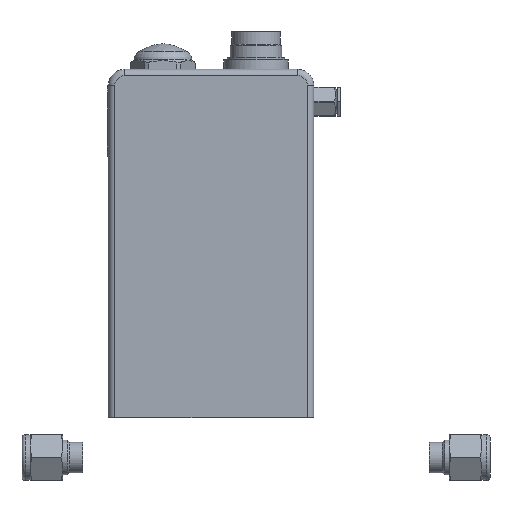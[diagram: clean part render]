
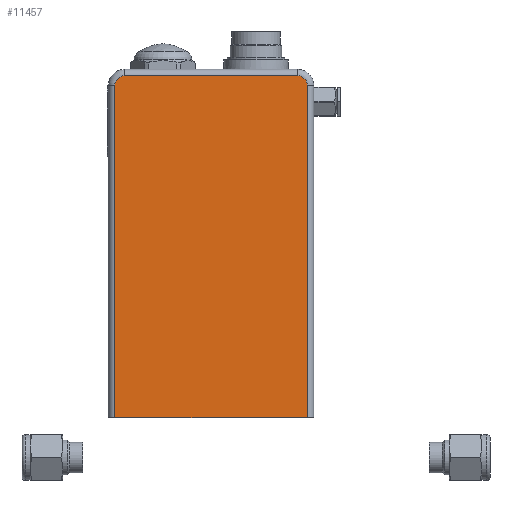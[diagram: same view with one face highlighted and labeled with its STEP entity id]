
A CAD part, top view. The second image highlights one B-rep face of the part: STEP entity #11457.
In plain terms, the highlighted planar face has unit normal (0, 0, 1).
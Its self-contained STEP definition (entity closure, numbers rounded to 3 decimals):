
#1351=LINE('',#20093,#2204);
#1352=LINE('',#20097,#2205);
#1353=LINE('',#20101,#2206);
#1354=LINE('',#20102,#2207);
#2204=VECTOR('',#15484,10.);
#2205=VECTOR('',#15487,10.);
#2206=VECTOR('',#15490,10.);
#2207=VECTOR('',#15491,10.);
#2593=PLANE('',#12561);
#3210=FACE_OUTER_BOUND('',#3975,.T.);
#3975=EDGE_LOOP('',(#10209,#10210,#10211,#10212,#10213,#10214));
#4635=CIRCLE('',#12562,3.);
#4636=CIRCLE('',#12563,3.);
#5675=VERTEX_POINT('',#20091);
#5676=VERTEX_POINT('',#20092);
#5677=VERTEX_POINT('',#20094);
#5678=VERTEX_POINT('',#20096);
#5679=VERTEX_POINT('',#20098);
#5680=VERTEX_POINT('',#20100);
#7219=EDGE_CURVE('',#5675,#5676,#1351,.T.);
#7220=EDGE_CURVE('',#5677,#5675,#4635,.T.);
#7221=EDGE_CURVE('',#5678,#5677,#1352,.T.);
#7222=EDGE_CURVE('',#5679,#5678,#4636,.T.);
#7223=EDGE_CURVE('',#5680,#5679,#1353,.T.);
#7224=EDGE_CURVE('',#5676,#5680,#1354,.T.);
#10209=ORIENTED_EDGE('',*,*,#7219,.F.);
#10210=ORIENTED_EDGE('',*,*,#7220,.F.);
#10211=ORIENTED_EDGE('',*,*,#7221,.F.);
#10212=ORIENTED_EDGE('',*,*,#7222,.F.);
#10213=ORIENTED_EDGE('',*,*,#7223,.F.);
#10214=ORIENTED_EDGE('',*,*,#7224,.F.);
#11457=ADVANCED_FACE('',(#3210),#2593,.F.);
#12561=AXIS2_PLACEMENT_3D('',#20090,#15482,#15483);
#12562=AXIS2_PLACEMENT_3D('',#20095,#15485,#15486);
#12563=AXIS2_PLACEMENT_3D('',#20099,#15488,#15489);
#15482=DIRECTION('center_axis',(0.,0.,
-1.));
#15483=DIRECTION('ref_axis',(-1.,0.,0.));
#15484=DIRECTION('',(0.,-1.,0.));
#15485=DIRECTION('center_axis',(0.,0.,
-1.));
#15486=DIRECTION('ref_axis',(0.707,0.707,0.));
#15487=DIRECTION('',(1.,0.,0.));
#15488=DIRECTION('center_axis',(0.,0.,
-1.));
#15489=DIRECTION('ref_axis',(-0.707,0.707,0.));
#15490=DIRECTION('',(0.,1.,0.));
#15491=DIRECTION('',(-1.,0.,0.));
